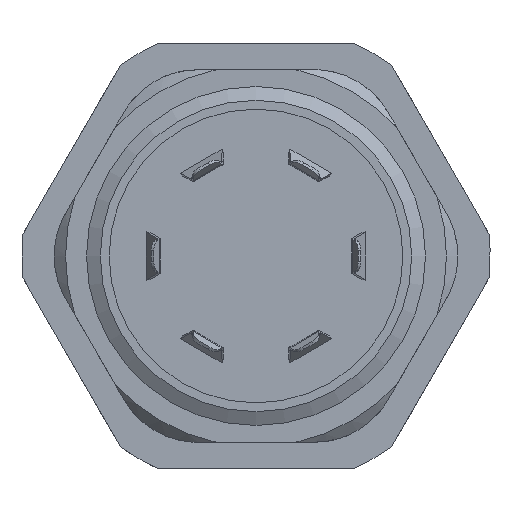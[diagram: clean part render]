
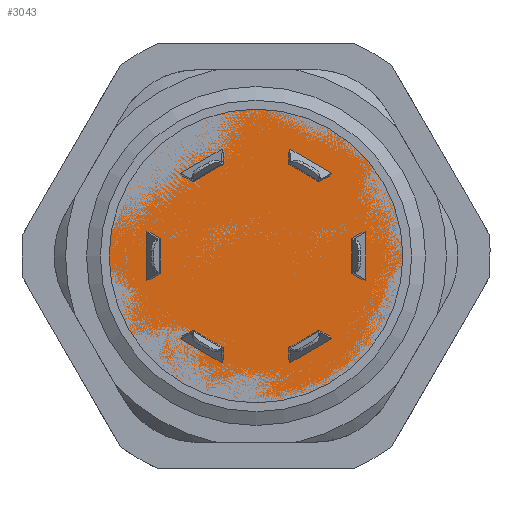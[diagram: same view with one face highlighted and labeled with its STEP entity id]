
A CAD part, front view. The second image highlights one B-rep face of the part: STEP entity #3043.
In plain terms, the highlighted planar face has unit normal (0, -1, 0).
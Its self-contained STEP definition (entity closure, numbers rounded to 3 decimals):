
#386=FACE_BOUND('',#1075,.T.);
#387=FACE_BOUND('',#1076,.T.);
#388=FACE_BOUND('',#1077,.T.);
#389=FACE_BOUND('',#1078,.T.);
#390=FACE_BOUND('',#1079,.T.);
#391=FACE_BOUND('',#1080,.T.);
#400=LINE('',#4309,#652);
#401=LINE('',#4311,#653);
#402=LINE('',#4313,#654);
#403=LINE('',#4314,#655);
#404=LINE('',#4317,#656);
#405=LINE('',#4319,#657);
#406=LINE('',#4321,#658);
#407=LINE('',#4322,#659);
#408=LINE('',#4325,#660);
#409=LINE('',#4327,#661);
#410=LINE('',#4329,#662);
#411=LINE('',#4330,#663);
#412=LINE('',#4333,#664);
#413=LINE('',#4335,#665);
#414=LINE('',#4337,#666);
#415=LINE('',#4338,#667);
#416=LINE('',#4341,#668);
#417=LINE('',#4343,#669);
#418=LINE('',#4345,#670);
#419=LINE('',#4346,#671);
#420=LINE('',#4349,#672);
#421=LINE('',#4351,#673);
#422=LINE('',#4353,#674);
#423=LINE('',#4354,#675);
#652=VECTOR('',#3511,10.);
#653=VECTOR('',#3512,10.);
#654=VECTOR('',#3513,10.);
#655=VECTOR('',#3514,10.);
#656=VECTOR('',#3515,10.);
#657=VECTOR('',#3516,10.);
#658=VECTOR('',#3517,10.);
#659=VECTOR('',#3518,10.);
#660=VECTOR('',#3519,10.);
#661=VECTOR('',#3520,10.);
#662=VECTOR('',#3521,10.);
#663=VECTOR('',#3522,10.);
#664=VECTOR('',#3523,10.);
#665=VECTOR('',#3524,10.);
#666=VECTOR('',#3525,10.);
#667=VECTOR('',#3526,10.);
#668=VECTOR('',#3527,10.);
#669=VECTOR('',#3528,10.);
#670=VECTOR('',#3529,10.);
#671=VECTOR('',#3530,10.);
#672=VECTOR('',#3531,10.);
#673=VECTOR('',#3532,10.);
#674=VECTOR('',#3533,10.);
#675=VECTOR('',#3534,10.);
#904=FACE_OUTER_BOUND('',#1074,.T.);
#1074=EDGE_LOOP('',(#2081));
#1075=EDGE_LOOP('',(#2082,#2083,#2084,#2085));
#1076=EDGE_LOOP('',(#2086,#2087,#2088,#2089));
#1077=EDGE_LOOP('',(#2090,#2091,#2092,#2093));
#1078=EDGE_LOOP('',(#2094,#2095,#2096,#2097));
#1079=EDGE_LOOP('',(#2098,#2099,#2100,#2101));
#1080=EDGE_LOOP('',(#2102,#2103,#2104,#2105));
#1258=CIRCLE('',#3234,13.8);
#1359=VERTEX_POINT('',#4305);
#1360=VERTEX_POINT('',#4307);
#1361=VERTEX_POINT('',#4308);
#1362=VERTEX_POINT('',#4310);
#1363=VERTEX_POINT('',#4312);
#1364=VERTEX_POINT('',#4315);
#1365=VERTEX_POINT('',#4316);
#1366=VERTEX_POINT('',#4318);
#1367=VERTEX_POINT('',#4320);
#1368=VERTEX_POINT('',#4323);
#1369=VERTEX_POINT('',#4324);
#1370=VERTEX_POINT('',#4326);
#1371=VERTEX_POINT('',#4328);
#1372=VERTEX_POINT('',#4331);
#1373=VERTEX_POINT('',#4332);
#1374=VERTEX_POINT('',#4334);
#1375=VERTEX_POINT('',#4336);
#1376=VERTEX_POINT('',#4339);
#1377=VERTEX_POINT('',#4340);
#1378=VERTEX_POINT('',#4342);
#1379=VERTEX_POINT('',#4344);
#1380=VERTEX_POINT('',#4347);
#1381=VERTEX_POINT('',#4348);
#1382=VERTEX_POINT('',#4350);
#1383=VERTEX_POINT('',#4352);
#1644=EDGE_CURVE('',#1359,#1359,#1258,.T.);
#1645=EDGE_CURVE('',#1360,#1361,#400,.T.);
#1646=EDGE_CURVE('',#1362,#1360,#401,.T.);
#1647=EDGE_CURVE('',#1363,#1362,#402,.T.);
#1648=EDGE_CURVE('',#1361,#1363,#403,.T.);
#1649=EDGE_CURVE('',#1364,#1365,#404,.T.);
#1650=EDGE_CURVE('',#1366,#1364,#405,.T.);
#1651=EDGE_CURVE('',#1367,#1366,#406,.T.);
#1652=EDGE_CURVE('',#1365,#1367,#407,.T.);
#1653=EDGE_CURVE('',#1368,#1369,#408,.T.);
#1654=EDGE_CURVE('',#1370,#1368,#409,.T.);
#1655=EDGE_CURVE('',#1371,#1370,#410,.T.);
#1656=EDGE_CURVE('',#1369,#1371,#411,.T.);
#1657=EDGE_CURVE('',#1372,#1373,#412,.T.);
#1658=EDGE_CURVE('',#1374,#1372,#413,.T.);
#1659=EDGE_CURVE('',#1375,#1374,#414,.T.);
#1660=EDGE_CURVE('',#1373,#1375,#415,.T.);
#1661=EDGE_CURVE('',#1376,#1377,#416,.T.);
#1662=EDGE_CURVE('',#1378,#1376,#417,.T.);
#1663=EDGE_CURVE('',#1379,#1378,#418,.T.);
#1664=EDGE_CURVE('',#1377,#1379,#419,.T.);
#1665=EDGE_CURVE('',#1380,#1381,#420,.T.);
#1666=EDGE_CURVE('',#1382,#1380,#421,.T.);
#1667=EDGE_CURVE('',#1383,#1382,#422,.T.);
#1668=EDGE_CURVE('',#1381,#1383,#423,.T.);
#2081=ORIENTED_EDGE('',*,*,#1644,.F.);
#2082=ORIENTED_EDGE('',*,*,#1645,.F.);
#2083=ORIENTED_EDGE('',*,*,#1646,.F.);
#2084=ORIENTED_EDGE('',*,*,#1647,.F.);
#2085=ORIENTED_EDGE('',*,*,#1648,.F.);
#2086=ORIENTED_EDGE('',*,*,#1649,.F.);
#2087=ORIENTED_EDGE('',*,*,#1650,.F.);
#2088=ORIENTED_EDGE('',*,*,#1651,.F.);
#2089=ORIENTED_EDGE('',*,*,#1652,.F.);
#2090=ORIENTED_EDGE('',*,*,#1653,.F.);
#2091=ORIENTED_EDGE('',*,*,#1654,.F.);
#2092=ORIENTED_EDGE('',*,*,#1655,.F.);
#2093=ORIENTED_EDGE('',*,*,#1656,.F.);
#2094=ORIENTED_EDGE('',*,*,#1657,.F.);
#2095=ORIENTED_EDGE('',*,*,#1658,.F.);
#2096=ORIENTED_EDGE('',*,*,#1659,.F.);
#2097=ORIENTED_EDGE('',*,*,#1660,.F.);
#2098=ORIENTED_EDGE('',*,*,#1661,.F.);
#2099=ORIENTED_EDGE('',*,*,#1662,.F.);
#2100=ORIENTED_EDGE('',*,*,#1663,.F.);
#2101=ORIENTED_EDGE('',*,*,#1664,.F.);
#2102=ORIENTED_EDGE('',*,*,#1665,.F.);
#2103=ORIENTED_EDGE('',*,*,#1666,.F.);
#2104=ORIENTED_EDGE('',*,*,#1667,.F.);
#2105=ORIENTED_EDGE('',*,*,#1668,.F.);
#2953=PLANE('',#3233);
#3043=ADVANCED_FACE('',(#904,#386,#387,#388,#389,#390,#391),#2953,.T.);
#3233=AXIS2_PLACEMENT_3D('',#4304,#3507,#3508);
#3234=AXIS2_PLACEMENT_3D('',#4306,#3509,#3510);
#3507=DIRECTION('center_axis',(0.,-1.,0.));
#3508=DIRECTION('ref_axis',(0.,0.,-1.));
#3509=DIRECTION('center_axis',(0.,1.,0.));
#3510=DIRECTION('ref_axis',(1.,0.,0.));
#3511=DIRECTION('',(-0.625,0.,0.781));
#3512=DIRECTION('',(0.866,0.,0.5));
#3513=DIRECTION('',(0.364,0.,-0.931));
#3514=DIRECTION('',(-0.866,0.,-0.5));
#3515=DIRECTION('',(0.364,0.,0.931));
#3516=DIRECTION('',(0.866,0.,-0.5));
#3517=DIRECTION('',(-0.625,0.,-0.781));
#3518=DIRECTION('',(-0.866,0.,0.5));
#3519=DIRECTION('',(0.989,0.,0.151));
#3520=DIRECTION('',(0.,0.,-1.));
#3521=DIRECTION('',(-0.989,0.,0.151));
#3522=DIRECTION('',(0.,0.,1.));
#3523=DIRECTION('',(0.625,0.,-0.781));
#3524=DIRECTION('',(-0.866,0.,-0.5));
#3525=DIRECTION('',(-0.364,0.,0.931));
#3526=DIRECTION('',(0.866,0.,0.5));
#3527=DIRECTION('',(-0.364,0.,-0.931));
#3528=DIRECTION('',(-0.866,0.,0.5));
#3529=DIRECTION('',(0.625,0.,0.781));
#3530=DIRECTION('',(0.866,0.,-0.5));
#3531=DIRECTION('',(-0.989,0.,-0.151));
#3532=DIRECTION('',(0.,0.,1.));
#3533=DIRECTION('',(0.989,0.,-0.151));
#3534=DIRECTION('',(0.,0.,-1.));
#4304=CARTESIAN_POINT('Origin',(-1.013,-6.02,1.08));
#4305=CARTESIAN_POINT('',(-14.813,-6.02,1.08));
#4306=CARTESIAN_POINT('Origin',(-1.013,-6.02,1.08));
#4307=CARTESIAN_POINT('',(6.092,-6.02,-6.701));
#4308=CARTESIAN_POINT('',(5.873,-6.02,-6.428));
#4309=CARTESIAN_POINT('',(3.23,-6.02,-3.125));
#4310=CARTESIAN_POINT('',(2.173,-6.02,-8.964));
#4311=CARTESIAN_POINT('',(4.133,-6.02,-7.833));
#4312=CARTESIAN_POINT('',(2.046,-6.02,-8.637));
#4313=CARTESIAN_POINT('',(-0.046,-6.02,-3.282));
#4314=CARTESIAN_POINT('',(3.959,-6.02,-7.533));
#4315=CARTESIAN_POINT('',(-4.199,-6.02,-8.964));
#4316=CARTESIAN_POINT('',(-4.072,-6.02,-8.637));
#4317=CARTESIAN_POINT('',(-2.532,-6.02,-4.697));
#4318=CARTESIAN_POINT('',(-8.118,-6.02,-6.701));
#4319=CARTESIAN_POINT('',(-6.158,-6.02,-7.833));
#4320=CARTESIAN_POINT('',(-7.899,-6.02,-6.428));
#4321=CARTESIAN_POINT('',(-4.307,-6.02,-1.938));
#4322=CARTESIAN_POINT('',(-5.985,-6.02,-7.533));
#4323=CARTESIAN_POINT('',(-11.304,-6.02,-1.183));
#4324=CARTESIAN_POINT('',(-10.958,-6.02,-1.13));
#4325=CARTESIAN_POINT('',(-6.775,-6.02,-0.493));
#4326=CARTESIAN_POINT('',(-11.304,-6.02,3.342));
#4327=CARTESIAN_POINT('',(-11.304,-6.02,1.08));
#4328=CARTESIAN_POINT('',(-10.958,-6.02,3.289));
#4329=CARTESIAN_POINT('',(-5.274,-6.02,2.423));
#4330=CARTESIAN_POINT('',(-10.958,-6.02,1.08));
#4331=CARTESIAN_POINT('',(-8.118,-6.02,8.861));
#4332=CARTESIAN_POINT('',(-7.899,-6.02,8.587));
#4333=CARTESIAN_POINT('',(-5.256,-6.02,5.284));
#4334=CARTESIAN_POINT('',(-4.199,-6.02,11.123));
#4335=CARTESIAN_POINT('',(-6.158,-6.02,9.992));
#4336=CARTESIAN_POINT('',(-4.072,-6.02,10.797));
#4337=CARTESIAN_POINT('',(-1.98,-6.02,5.441));
#4338=CARTESIAN_POINT('',(-5.985,-6.02,9.692));
#4339=CARTESIAN_POINT('',(2.173,-6.02,11.123));
#4340=CARTESIAN_POINT('',(2.046,-6.02,10.797));
#4341=CARTESIAN_POINT('',(0.507,-6.02,6.856));
#4342=CARTESIAN_POINT('',(6.092,-6.02,8.861));
#4343=CARTESIAN_POINT('',(4.133,-6.02,9.992));
#4344=CARTESIAN_POINT('',(5.873,-6.02,8.587));
#4345=CARTESIAN_POINT('',(2.281,-6.02,4.098));
#4346=CARTESIAN_POINT('',(3.959,-6.02,9.692));
#4347=CARTESIAN_POINT('',(9.278,-6.02,3.342));
#4348=CARTESIAN_POINT('',(8.932,-6.02,3.289));
#4349=CARTESIAN_POINT('',(4.75,-6.02,2.652));
#4350=CARTESIAN_POINT('',(9.278,-6.02,-1.183));
#4351=CARTESIAN_POINT('',(9.278,-6.02,1.08));
#4352=CARTESIAN_POINT('',(8.932,-6.02,-1.13));
#4353=CARTESIAN_POINT('',(3.248,-6.02,-0.264));
#4354=CARTESIAN_POINT('',(8.932,-6.02,1.08));
